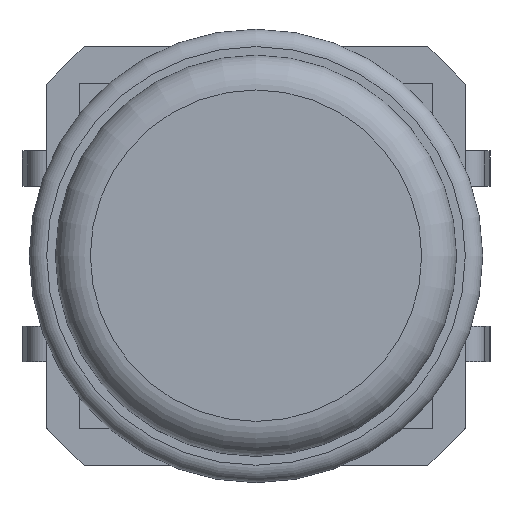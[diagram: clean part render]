
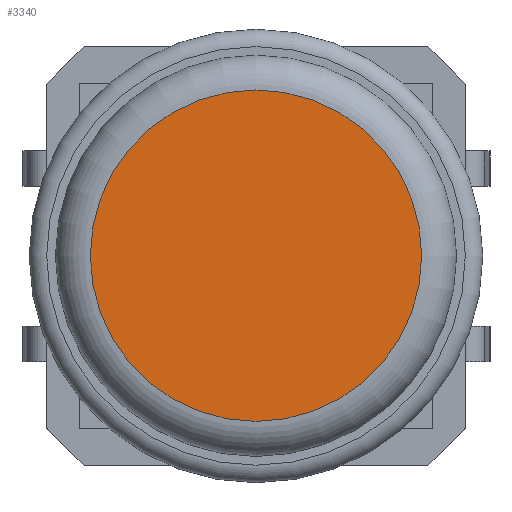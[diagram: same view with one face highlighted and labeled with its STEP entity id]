
A CAD part, top view. The second image highlights one B-rep face of the part: STEP entity #3340.
In plain terms, the highlighted planar face has unit normal (0, 0, 1).
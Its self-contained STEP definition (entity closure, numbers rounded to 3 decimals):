
#3241 = TOROIDAL_SURFACE('',#3242,4.75,1.);
#3242 = AXIS2_PLACEMENT_3D('',#3243,#3244,#3245);
#3243 = CARTESIAN_POINT('',(0.,0.,9.));
#3244 = DIRECTION('',(0.,0.,-1.));
#3245 = DIRECTION('',(0.,1.,0.));
#3261 = VERTEX_POINT('',#3262);
#3262 = CARTESIAN_POINT('',(-4.75,0.,10.));
#3287 = EDGE_CURVE('',#3261,#3261,#3288,.T.);
#3288 = SURFACE_CURVE('',#3289,(#3294,#3301),.PCURVE_S1.);
#3289 = CIRCLE('',#3290,4.75);
#3290 = AXIS2_PLACEMENT_3D('',#3291,#3292,#3293);
#3291 = CARTESIAN_POINT('',(0.,0.,10.));
#3292 = DIRECTION('',(0.,0.,-1.));
#3293 = DIRECTION('',(1.,0.,0.));
#3294 = PCURVE('',#3241,#3295);
#3295 = DEFINITIONAL_REPRESENTATION('',(#3296),#3300);
#3296 = LINE('',#3297,#3298);
#3297 = CARTESIAN_POINT('',(1.571,4.712));
#3298 = VECTOR('',#3299,1.);
#3299 = DIRECTION('',(1.,0.));
#3300 = ( GEOMETRIC_REPRESENTATION_CONTEXT(2) 
PARAMETRIC_REPRESENTATION_CONTEXT() REPRESENTATION_CONTEXT('2D SPACE',''
  ) );
#3301 = PCURVE('',#3302,#3307);
#3302 = PLANE('',#3303);
#3303 = AXIS2_PLACEMENT_3D('',#3304,#3305,#3306);
#3304 = CARTESIAN_POINT('',(0.,0.,10.));
#3305 = DIRECTION('',(0.,0.,-1.));
#3306 = DIRECTION('',(1.,0.,0.));
#3307 = DEFINITIONAL_REPRESENTATION('',(#3308),#3312);
#3308 = CIRCLE('',#3309,4.75);
#3309 = AXIS2_PLACEMENT_2D('',#3310,#3311);
#3310 = CARTESIAN_POINT('',(0.,0.));
#3311 = DIRECTION('',(1.,0.));
#3312 = ( GEOMETRIC_REPRESENTATION_CONTEXT(2) 
PARAMETRIC_REPRESENTATION_CONTEXT() REPRESENTATION_CONTEXT('2D SPACE',''
  ) );
#3340 = ADVANCED_FACE('',(#3341),#3302,.F.);
#3341 = FACE_BOUND('',#3342,.T.);
#3342 = EDGE_LOOP('',(#3343));
#3343 = ORIENTED_EDGE('',*,*,#3287,.F.);
